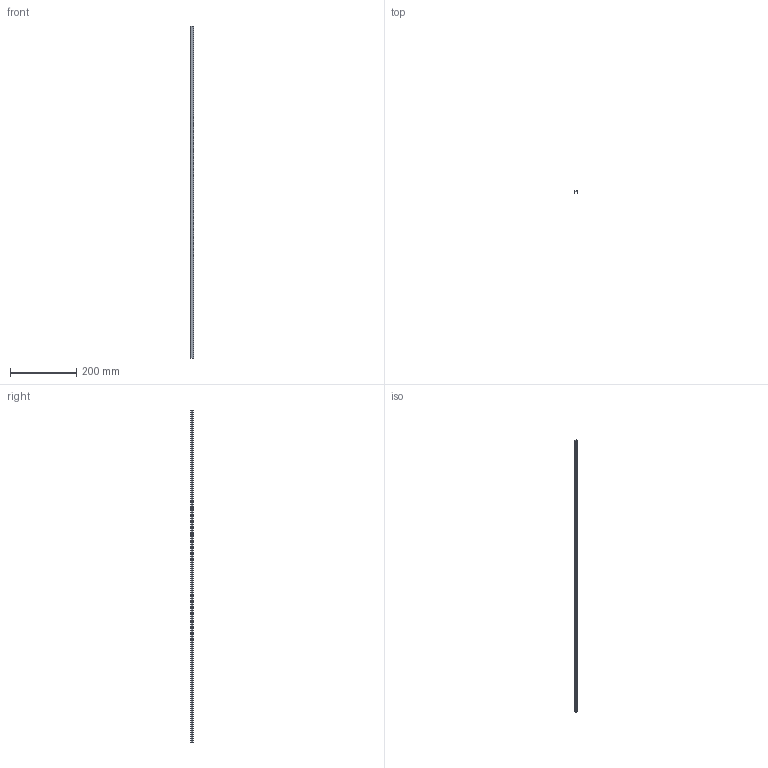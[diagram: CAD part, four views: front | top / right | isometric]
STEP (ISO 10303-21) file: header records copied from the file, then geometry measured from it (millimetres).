
FILE_DESCRIPTION (( 'STEP AP203' ), '1' );
FILE_NAME ('ALF-CP-P8.step', '2024-08-15T08:51:21', ( '' ), ( '' ), 'SwSTEP 2.0', 'SolidWorks 2022', '' );
FILE_SCHEMA (( 'CONFIG_CONTROL_DESIGN' ));
Length unit declared in the file: millimetre
Products named in the file (1): ALF-CP-P8
Bounding box: 10 x 6.48 x 1000 mm (x, y, z)
Volume: 20848.6 mm3; surface area: 44044.3 mm2
Topology: 1 solids, 1 shells, 24 faces, 66 edges, 44 vertices
Faces by surface type: plane 22, cylinder 2
Entity records: 831 total; most frequent: CARTESIAN_POINT 135, ORIENTED_EDGE 132, DIRECTION 120, EDGE_CURVE 66, LINE 62, VECTOR 62, VERTEX_POINT 44, AXIS2_PLACEMENT_3D 29
